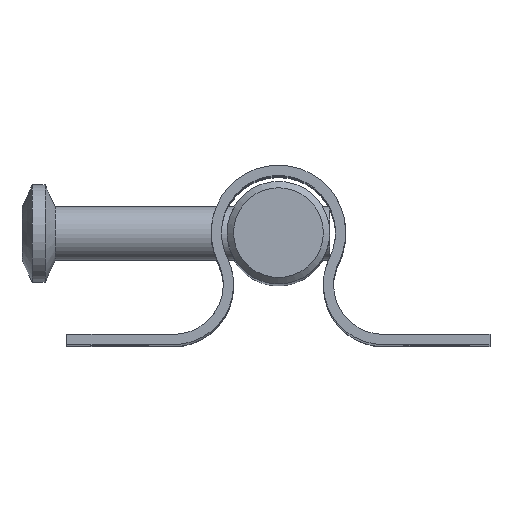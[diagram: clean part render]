
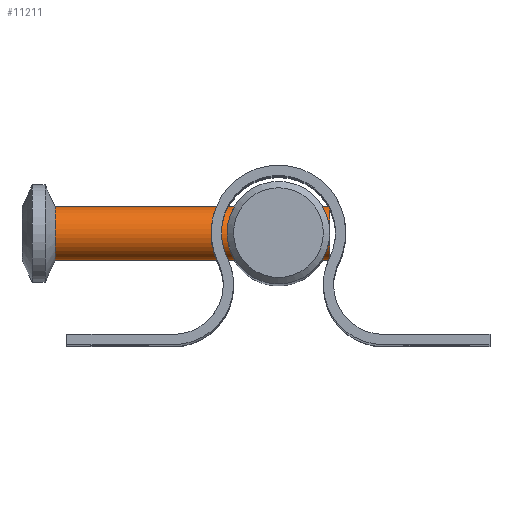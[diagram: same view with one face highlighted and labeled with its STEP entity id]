
A CAD part, top view. The second image highlights one B-rep face of the part: STEP entity #11211.
In plain terms, the highlighted cylindrical face has radius 2.1 mm (diameter 4.2 mm), a full revolution.
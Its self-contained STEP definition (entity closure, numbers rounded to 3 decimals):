
#380 = EDGE_LOOP ( 'NONE', ( #2723 ) ) ;
#1273 = AXIS2_PLACEMENT_3D ( 'NONE', #12213, #5084, #6303 ) ;
#1535 = VERTEX_POINT ( 'NONE', #15126 ) ;
#1984 = EDGE_CURVE ( 'NONE', #10291, #10291, #4076, .T. ) ;
#2723 = ORIENTED_EDGE ( 'NONE', *, *, #9405, .T. ) ;
#3335 = DIRECTION ( 'NONE',  ( 0., 0., 1. ) ) ;
#3650 = FACE_OUTER_BOUND ( 'NONE', #380, .T. ) ;
#4076 = CIRCLE ( 'NONE', #1273, 2.1 ) ;
#4414 = AXIS2_PLACEMENT_3D ( 'NONE', #8934, #10138, #12465 ) ;
#5084 = DIRECTION ( 'NONE',  ( 0., 1., 0. ) ) ;
#5890 = DIRECTION ( 'NONE',  ( 0., 1., 0. ) ) ;
#6303 = DIRECTION ( 'NONE',  ( 0., 0., 1. ) ) ;
#7009 = CYLINDRICAL_SURFACE ( 'NONE', #12559, 2.1 ) ;
#7420 = ORIENTED_EDGE ( 'NONE', *, *, #1984, .F. ) ;
#7881 = CARTESIAN_POINT ( 'NONE',  ( 0., 17.4, 5.7 ) ) ;
#8104 = FACE_OUTER_BOUND ( 'NONE', #9715, .T. ) ;
#8934 = CARTESIAN_POINT ( 'NONE',  ( 0., -4., 3.6 ) ) ;
#9405 = EDGE_CURVE ( 'NONE', #1535, #1535, #12618, .T. ) ;
#9715 = EDGE_LOOP ( 'NONE', ( #7420 ) ) ;
#10138 = DIRECTION ( 'NONE',  ( 0., 1., 0. ) ) ;
#10291 = VERTEX_POINT ( 'NONE', #7881 ) ;
#11211 = ADVANCED_FACE ( 'NONE', ( #8104, #3650 ), #7009, .T. ) ;
#12213 = CARTESIAN_POINT ( 'NONE',  ( 0., 17.4, 3.6 ) ) ;
#12465 = DIRECTION ( 'NONE',  ( 0., 0., 1. ) ) ;
#12559 = AXIS2_PLACEMENT_3D ( 'NONE', #14158, #5890, #3335 ) ;
#12618 = CIRCLE ( 'NONE', #4414, 2.1 ) ;
#14158 = CARTESIAN_POINT ( 'NONE',  ( 0., -4., 3.6 ) ) ;
#15126 = CARTESIAN_POINT ( 'NONE',  ( 0., -4., 5.7 ) ) ;
